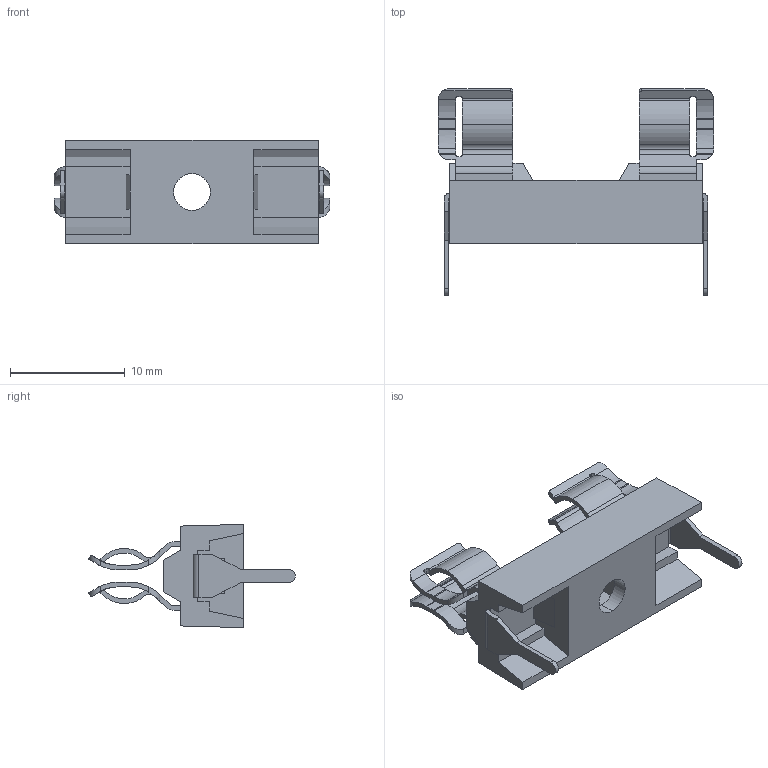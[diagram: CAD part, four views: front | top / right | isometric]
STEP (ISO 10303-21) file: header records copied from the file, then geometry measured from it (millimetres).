
FILE_DESCRIPTION(('STEP AP242'),'1');
FILE_NAME('696101000002.stp','2020-01-29T14:16:50',('TraceParts'),('TraceParts S.A.'),'Spatial InterOp 3D',' ',' ');
FILE_SCHEMA(('AP242_MANAGED_MODEL_BASED_3D_ENGINEERING_MIM_LF {1 0 10303 442 1 1 4}'));
Length unit declared in the file: millimetre
Products named in the file (1): 696101000002
Bounding box: 24 x 18 x 9 mm (x, y, z)
Volume: 720.1 mm3; surface area: 1514.7 mm2
Topology: 1 solids, 1 shells, 260 faces, 778 edges, 516 vertices
Faces by surface type: plane 138, cylinder 122
Entity records: 12150 total; most frequent: CARTESIAN_POINT 2887, ORIENTED_EDGE 1556, DIRECTION 1496, EDGE_CURVE 778, VERTEX_POINT 516, AXIS2_PLACEMENT_3D 509, LINE 478, VECTOR 478
